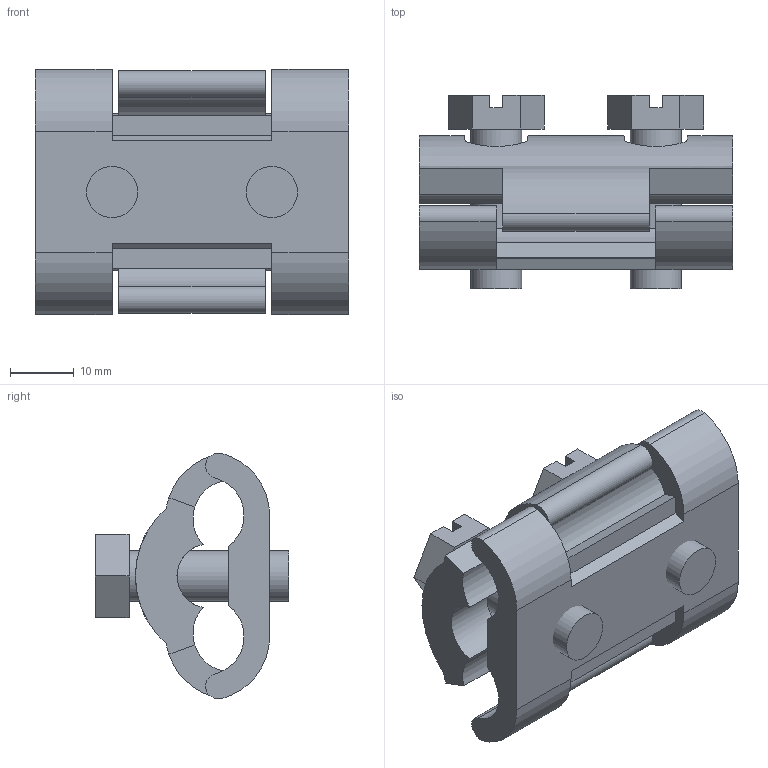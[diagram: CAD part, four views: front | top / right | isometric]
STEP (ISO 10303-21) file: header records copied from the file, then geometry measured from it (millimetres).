
FILE_DESCRIPTION (( 'STEP AP214' ), '1' );
FILE_NAME ('5315506.stp', '2023-04-11T12:53:14', ( '' ), ( '' ), 'SwSTEP 2.0', 'SolidWorks 2022', '' );
FILE_SCHEMA (( 'AUTOMOTIVE_DESIGN' ));
Length unit declared in the file: millimetre
Products named in the file (4): 0059565_Standard; 0059571; 5315506; 0059534_Standard
Assembly tree (4 placements, depth 2):
  5315506
    0059534_Standard
    0059565_Standard
    0059571  x2
Bounding box: 49 x 30.3 x 38.48 mm (x, y, z)
Volume: 19489.9 mm3; surface area: 11288.5 mm2
Topology: 4 solids, 4 shells, 80 faces, 210 edges, 140 vertices
Faces by surface type: plane 50, cylinder 22, bspline 4, cone 4
Full cylindrical faces by diameter (mm): 6.8 x2, 8 x2
Entity records: 2708 total; most frequent: CARTESIAN_POINT 725, DIRECTION 350, ORIENTED_EDGE 348, EDGE_CURVE 174, AXIS2_PLACEMENT_3D 123, VERTEX_POINT 118, VECTOR 104, LINE 104
